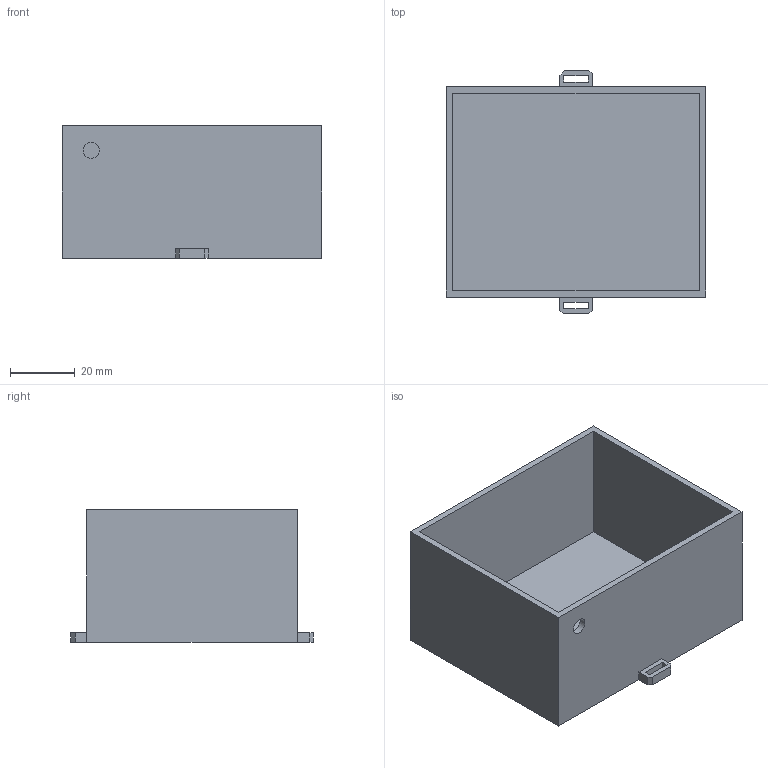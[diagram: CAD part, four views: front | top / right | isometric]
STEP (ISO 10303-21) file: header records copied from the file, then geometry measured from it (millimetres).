
FILE_DESCRIPTION(('FreeCAD Model'),'2;1');
FILE_NAME('Open CASCADE Shape Model','2025-12-02T23:40:59',(''),(''), 'Open CASCADE STEP processor 7.8','FreeCAD','Unknown');
FILE_SCHEMA(('AUTOMOTIVE_DESIGN { 1 0 10303 214 1 1 1 1 }'));
Length unit declared in the file: millimetre
Products named in the file (1): Body
Bounding box: 80 x 75 x 41 mm (x, y, z)
Volume: 37194.3 mm3; surface area: 32994.3 mm2
Topology: 1 solids, 1 shells, 32 faces, 87 edges, 58 vertices
Faces by surface type: plane 31, cylinder 1
Full cylindrical faces by diameter (mm): 5 x1
Entity records: 1027 total; most frequent: CARTESIAN_POINT 178, ORIENTED_EDGE 174, DIRECTION 155, EDGE_CURVE 87, LINE 85, VECTOR 85, VERTEX_POINT 58, FACE_BOUND 39
